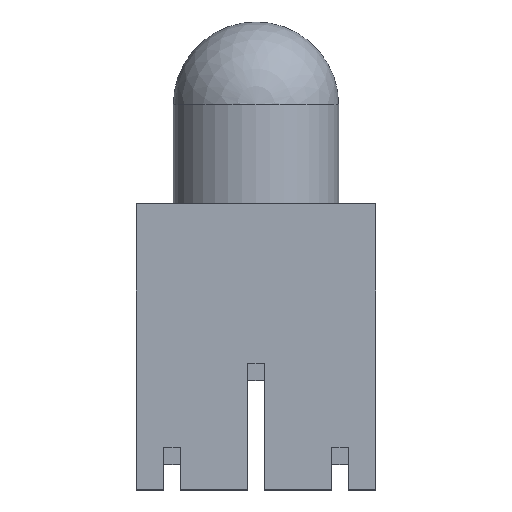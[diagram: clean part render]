
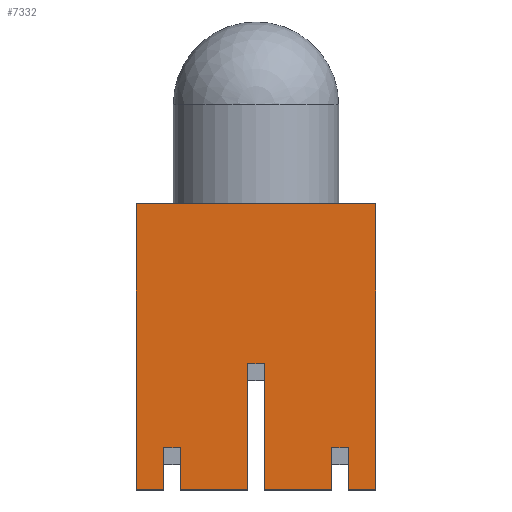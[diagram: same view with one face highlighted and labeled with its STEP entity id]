
A CAD part, top view. The second image highlights one B-rep face of the part: STEP entity #7332.
In plain terms, the highlighted planar face has unit normal (0, 0, 1).
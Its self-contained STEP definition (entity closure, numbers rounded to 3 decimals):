
#5396 = VERTEX_POINT('',#5397);
#5397 = CARTESIAN_POINT('',(-6.16,7.62,7.25));
#5412 = VERTEX_POINT('',#5413);
#5413 = CARTESIAN_POINT('',(-6.16,-1.02,7.25));
#5419 = EDGE_CURVE('',#5412,#5396,#5420,.T.);
#5420 = LINE('',#5421,#5422);
#5421 = CARTESIAN_POINT('',(-6.16,-1.02,7.25));
#5422 = VECTOR('',#5423,1.);
#5423 = DIRECTION('',(0.,1.,0.));
#7074 = VERTEX_POINT('',#7075);
#7075 = CARTESIAN_POINT('',(-5.33,0.25,7.25));
#7092 = VERTEX_POINT('',#7093);
#7093 = CARTESIAN_POINT('',(-4.83,0.25,7.25));
#7099 = EDGE_CURVE('',#7092,#7074,#7100,.T.);
#7100 = LINE('',#7101,#7102);
#7101 = CARTESIAN_POINT('',(-2.54,0.25,7.25));
#7102 = VECTOR('',#7103,1.);
#7103 = DIRECTION('',(-1.,0.,0.));
#7114 = VERTEX_POINT('',#7115);
#7115 = CARTESIAN_POINT('',(-2.79,2.79,7.25));
#7132 = VERTEX_POINT('',#7133);
#7133 = CARTESIAN_POINT('',(-2.29,2.79,7.25));
#7139 = EDGE_CURVE('',#7132,#7114,#7140,.T.);
#7140 = LINE('',#7141,#7142);
#7141 = CARTESIAN_POINT('',(-2.54,2.79,7.25));
#7142 = VECTOR('',#7143,1.);
#7143 = DIRECTION('',(-1.,0.,0.));
#7297 = VERTEX_POINT('',#7298);
#7298 = CARTESIAN_POINT('',(-0.25,0.25,7.25));
#7315 = VERTEX_POINT('',#7316);
#7316 = CARTESIAN_POINT('',(0.25,0.25,7.25));
#7322 = EDGE_CURVE('',#7315,#7297,#7323,.T.);
#7323 = LINE('',#7324,#7325);
#7324 = CARTESIAN_POINT('',(-2.54,0.25,7.25));
#7325 = VECTOR('',#7326,1.);
#7326 = DIRECTION('',(-1.,0.,0.));
#7332 = ADVANCED_FACE('',(#7333),#7427,.F.);
#7333 = FACE_BOUND('',#7334,.T.);
#7334 = EDGE_LOOP('',(#7335,#7343,#7351,#7357,#7358,#7366,#7374,#7380,
    #7381,#7389,#7397,#7405,#7411,#7412,#7420,#7426));
#7335 = ORIENTED_EDGE('',*,*,#7336,.F.);
#7336 = EDGE_CURVE('',#7337,#7092,#7339,.T.);
#7337 = VERTEX_POINT('',#7338);
#7338 = CARTESIAN_POINT('',(-4.83,-1.02,7.25));
#7339 = LINE('',#7340,#7341);
#7340 = CARTESIAN_POINT('',(-4.83,-5.609,7.25));
#7341 = VECTOR('',#7342,1.);
#7342 = DIRECTION('',(0.,1.,0.));
#7343 = ORIENTED_EDGE('',*,*,#7344,.F.);
#7344 = EDGE_CURVE('',#7345,#7337,#7347,.T.);
#7345 = VERTEX_POINT('',#7346);
#7346 = CARTESIAN_POINT('',(-2.79,-1.02,7.25));
#7347 = LINE('',#7348,#7349);
#7348 = CARTESIAN_POINT('',(-2.54,-1.02,7.25));
#7349 = VECTOR('',#7350,1.);
#7350 = DIRECTION('',(-1.,0.,0.));
#7351 = ORIENTED_EDGE('',*,*,#7352,.F.);
#7352 = EDGE_CURVE('',#7114,#7345,#7353,.T.);
#7353 = LINE('',#7354,#7355);
#7354 = CARTESIAN_POINT('',(-2.79,-5.609,7.25));
#7355 = VECTOR('',#7356,1.);
#7356 = DIRECTION('',(0.,-1.,0.));
#7357 = ORIENTED_EDGE('',*,*,#7139,.F.);
#7358 = ORIENTED_EDGE('',*,*,#7359,.F.);
#7359 = EDGE_CURVE('',#7360,#7132,#7362,.T.);
#7360 = VERTEX_POINT('',#7361);
#7361 = CARTESIAN_POINT('',(-2.29,-1.02,7.25));
#7362 = LINE('',#7363,#7364);
#7363 = CARTESIAN_POINT('',(-2.29,-5.609,7.25));
#7364 = VECTOR('',#7365,1.);
#7365 = DIRECTION('',(0.,1.,0.));
#7366 = ORIENTED_EDGE('',*,*,#7367,.F.);
#7367 = EDGE_CURVE('',#7368,#7360,#7370,.T.);
#7368 = VERTEX_POINT('',#7369);
#7369 = CARTESIAN_POINT('',(-0.25,-1.02,7.25));
#7370 = LINE('',#7371,#7372);
#7371 = CARTESIAN_POINT('',(-2.54,-1.02,7.25));
#7372 = VECTOR('',#7373,1.);
#7373 = DIRECTION('',(-1.,0.,0.));
#7374 = ORIENTED_EDGE('',*,*,#7375,.F.);
#7375 = EDGE_CURVE('',#7297,#7368,#7376,.T.);
#7376 = LINE('',#7377,#7378);
#7377 = CARTESIAN_POINT('',(-0.25,-5.609,7.25));
#7378 = VECTOR('',#7379,1.);
#7379 = DIRECTION('',(0.,-1.,0.));
#7380 = ORIENTED_EDGE('',*,*,#7322,.F.);
#7381 = ORIENTED_EDGE('',*,*,#7382,.F.);
#7382 = EDGE_CURVE('',#7383,#7315,#7385,.T.);
#7383 = VERTEX_POINT('',#7384);
#7384 = CARTESIAN_POINT('',(0.25,-1.02,7.25));
#7385 = LINE('',#7386,#7387);
#7386 = CARTESIAN_POINT('',(0.25,-5.609,7.25));
#7387 = VECTOR('',#7388,1.);
#7388 = DIRECTION('',(0.,1.,0.));
#7389 = ORIENTED_EDGE('',*,*,#7390,.F.);
#7390 = EDGE_CURVE('',#7391,#7383,#7393,.T.);
#7391 = VERTEX_POINT('',#7392);
#7392 = CARTESIAN_POINT('',(1.08,-1.02,7.25));
#7393 = LINE('',#7394,#7395);
#7394 = CARTESIAN_POINT('',(-2.54,-1.02,7.25));
#7395 = VECTOR('',#7396,1.);
#7396 = DIRECTION('',(-1.,0.,0.));
#7397 = ORIENTED_EDGE('',*,*,#7398,.T.);
#7398 = EDGE_CURVE('',#7391,#7399,#7401,.T.);
#7399 = VERTEX_POINT('',#7400);
#7400 = CARTESIAN_POINT('',(1.08,7.62,7.25));
#7401 = LINE('',#7402,#7403);
#7402 = CARTESIAN_POINT('',(1.08,-1.02,7.25));
#7403 = VECTOR('',#7404,1.);
#7404 = DIRECTION('',(0.,1.,0.));
#7405 = ORIENTED_EDGE('',*,*,#7406,.T.);
#7406 = EDGE_CURVE('',#7399,#5396,#7407,.T.);
#7407 = LINE('',#7408,#7409);
#7408 = CARTESIAN_POINT('',(-2.54,7.62,7.25));
#7409 = VECTOR('',#7410,1.);
#7410 = DIRECTION('',(-1.,0.,0.));
#7411 = ORIENTED_EDGE('',*,*,#5419,.F.);
#7412 = ORIENTED_EDGE('',*,*,#7413,.F.);
#7413 = EDGE_CURVE('',#7414,#5412,#7416,.T.);
#7414 = VERTEX_POINT('',#7415);
#7415 = CARTESIAN_POINT('',(-5.33,-1.02,7.25));
#7416 = LINE('',#7417,#7418);
#7417 = CARTESIAN_POINT('',(-2.54,-1.02,7.25));
#7418 = VECTOR('',#7419,1.);
#7419 = DIRECTION('',(-1.,0.,0.));
#7420 = ORIENTED_EDGE('',*,*,#7421,.F.);
#7421 = EDGE_CURVE('',#7074,#7414,#7422,.T.);
#7422 = LINE('',#7423,#7424);
#7423 = CARTESIAN_POINT('',(-5.33,-5.609,7.25));
#7424 = VECTOR('',#7425,1.);
#7425 = DIRECTION('',(0.,-1.,0.));
#7426 = ORIENTED_EDGE('',*,*,#7099,.F.);
#7427 = PLANE('',#7428);
#7428 = AXIS2_PLACEMENT_3D('',#7429,#7430,#7431);
#7429 = CARTESIAN_POINT('',(-2.54,-1.02,7.25));
#7430 = DIRECTION('',(0.,0.,-1.));
#7431 = DIRECTION('',(-1.,0.,0.));
